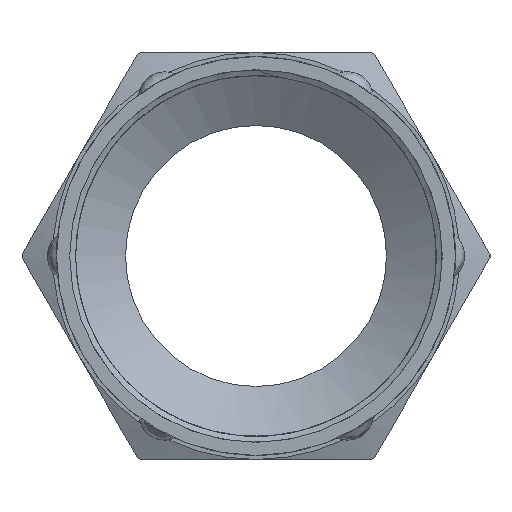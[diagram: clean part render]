
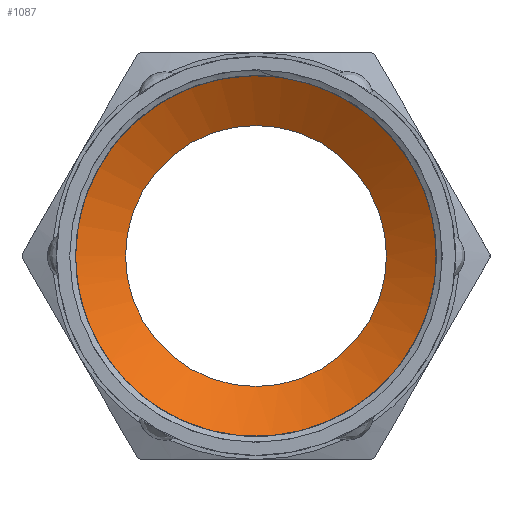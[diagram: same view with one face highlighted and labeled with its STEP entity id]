
A CAD part, left-side view. The second image highlights one B-rep face of the part: STEP entity #1087.
In plain terms, the highlighted conical face has half-angle 58.585 degrees and reference radius 20.25 mm.
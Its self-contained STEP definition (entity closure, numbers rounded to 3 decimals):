
#21=CONICAL_SURFACE('',#1206,20.25,58.585);
#227=FACE_BOUND('',#356,.T.);
#288=FACE_OUTER_BOUND('',#355,.T.);
#355=EDGE_LOOP('',(#1014,#1015));
#356=EDGE_LOOP('',(#1016));
#369=CIRCLE('',#1113,23.5);
#371=CIRCLE('',#1118,23.5);
#424=CIRCLE('',#1205,17.);
#446=VERTEX_POINT('',#3537);
#449=VERTEX_POINT('',#3938);
#539=VERTEX_POINT('',#6620);
#571=EDGE_CURVE('',#449,#446,#369,.T.);
#577=EDGE_CURVE('',#446,#449,#371,.T.);
#702=EDGE_CURVE('',#539,#539,#424,.T.);
#1014=ORIENTED_EDGE('',*,*,#577,.F.);
#1015=ORIENTED_EDGE('',*,*,#571,.F.);
#1016=ORIENTED_EDGE('',*,*,#702,.T.);
#1087=ADVANCED_FACE('',(#288,#227),#21,.F.);
#1113=AXIS2_PLACEMENT_3D('',#4128,#1248,#1249);
#1118=AXIS2_PLACEMENT_3D('',#5456,#1260,#1261);
#1205=AXIS2_PLACEMENT_3D('',#6621,#1470,#1471);
#1206=AXIS2_PLACEMENT_3D('',#6622,#1472,#1473);
#1248=DIRECTION('center_axis',(1.,0.,0.));
#1249=DIRECTION('ref_axis',(0.,0.,-1.));
#1260=DIRECTION('center_axis',(1.,0.,0.));
#1261=DIRECTION('ref_axis',(0.,0.,-1.));
#1470=DIRECTION('center_axis',(1.,0.,0.));
#1471=DIRECTION('ref_axis',(0.,0.,-1.));
#1472=DIRECTION('center_axis',(-1.,0.,0.));
#1473=DIRECTION('ref_axis',(0.,1.,0.));
#3537=CARTESIAN_POINT('',(-13.97,23.171,-3.919));
#3938=CARTESIAN_POINT('',(-13.97,19.012,-13.813));
#4128=CARTESIAN_POINT('Origin',(-13.97,0.,0.));
#5456=CARTESIAN_POINT('Origin',(-13.97,0.,0.));
#6620=CARTESIAN_POINT('',(-10.,17.,0.));
#6621=CARTESIAN_POINT('Origin',(-10.,0.,0.));
#6622=CARTESIAN_POINT('Origin',(-11.985,0.,0.));
